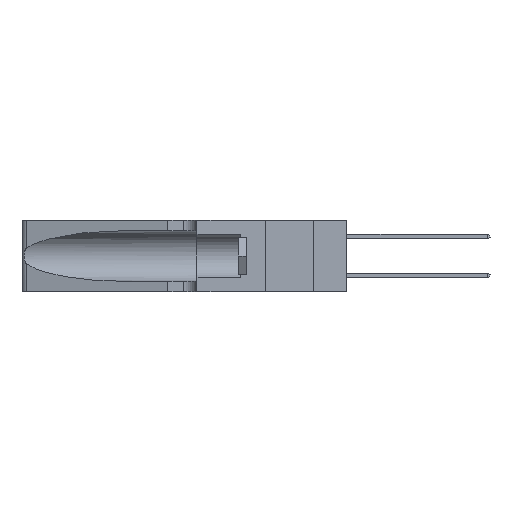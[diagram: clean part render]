
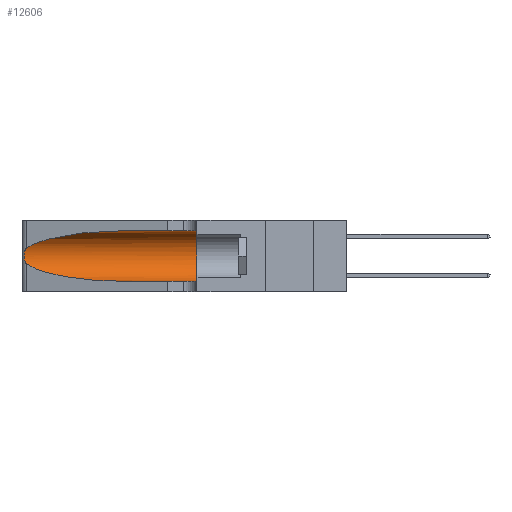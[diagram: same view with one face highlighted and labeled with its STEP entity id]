
A CAD part, left-side view. The second image highlights one B-rep face of the part: STEP entity #12606.
In plain terms, the highlighted cylindrical face has radius 3.308 mm (diameter 6.617 mm), a partial arc.
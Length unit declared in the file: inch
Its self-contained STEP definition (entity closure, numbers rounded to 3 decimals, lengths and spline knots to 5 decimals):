
#150 = CARTESIAN_POINT ( 'NONE',  ( 0.1305, 0.72297, 0.31525 ) ) ;
#408 = CARTESIAN_POINT ( 'NONE',  ( 0.25789, 1.23486, 0.15765 ) ) ;
#1145 = VERTEX_POINT ( 'NONE', #19988 ) ;
#1154 = CARTESIAN_POINT ( 'NONE',  ( 0.25487, 1.22718, 0.14631 ) ) ;
#1746 = LINE ( 'NONE', #5548, #11645 ) ;
#2410 = CARTESIAN_POINT ( 'NONE',  ( 0.25555, 1.22993, 0.14849 ) ) ;
#3598 = VERTEX_POINT ( 'NONE', #150 ) ;
#4252 = CARTESIAN_POINT ( 'NONE',  ( 0.25487, 1.22718, 0.14631 ) ) ;
#4337 = CARTESIAN_POINT ( 'NONE',  ( 0.25555, 1.22994, 0.2215 ) ) ;
#4794 = CARTESIAN_POINT ( 'NONE',  ( 0.1305, 0.35, 0.185 ) ) ;
#4861 = B_SPLINE_CURVE_WITH_KNOTS ( 'NONE', 3,
 ( #16092, #4337, #18040, #6329, #19996, #8295, #21936, #10293, #23868, #12246, #408, #14203, #2410, #16178 ),
 .UNSPECIFIED., .F., .F.,
 ( 4, 2, 2, 2, 2, 2, 4 ),
 ( 0., 0.00027, 0.00053, 0.00107, 0.0016, 0.00187, 0.00214 ),
 .UNSPECIFIED. ) ;
#4891 = VERTEX_POINT ( 'NONE', #6014 ) ;
#5412 = FACE_OUTER_BOUND ( 'NONE', #19841, .T. ) ;
#5548 = CARTESIAN_POINT ( 'NONE',  ( 0.1305, 1.61858, 0.05475 ) ) ;
#5668 = ORIENTED_EDGE ( 'NONE', *, *, #10823, .T. ) ;
#6014 = CARTESIAN_POINT ( 'NONE',  ( 0.25487, 1.22718, 0.22369 ) ) ;
#6244 = CARTESIAN_POINT ( 'NONE',  ( 0.2373, 1.15595, 0.08982 ) ) ;
#6329 = CARTESIAN_POINT ( 'NONE',  ( 0.25787, 1.23484, 0.2124 ) ) ;
#6587 = VERTEX_POINT ( 'NONE', #18049 ) ;
#6794 = DIRECTION ( 'NONE',  ( 0., 0., 1. ) ) ;
#7409 = CARTESIAN_POINT ( 'NONE',  ( 0.2373, 1.15595, 0.28018 ) ) ;
#8295 = CARTESIAN_POINT ( 'NONE',  ( 0.26018, 1.23835, 0.19895 ) ) ;
#8401 = VERTEX_POINT ( 'NONE', #19674 ) ;
#9457 =( BOUNDED_CURVE ( )  B_SPLINE_CURVE ( 3, ( #4252, #6244, #21858, #10204 ),
 .UNSPECIFIED., .F., .T. ) 
 B_SPLINE_CURVE_WITH_KNOTS ( ( 4, 4 ),
 ( 3.44316, 4.71239 ),
 .UNSPECIFIED. ) 
 CURVE ( )  GEOMETRIC_REPRESENTATION_ITEM ( )  RATIONAL_B_SPLINE_CURVE ( ( 1., 0.87, 0.87, 1. ) ) 
 REPRESENTATION_ITEM ( '' )  );
#9623 = VECTOR ( 'NONE', #17412, 39.37008 ) ;
#10047 = CYLINDRICAL_SURFACE ( 'NONE', #19096, 0.13025 ) ;
#10204 = CARTESIAN_POINT ( 'NONE',  ( 0.1305, 0.72297, 0.05475 ) ) ;
#10293 = CARTESIAN_POINT ( 'NONE',  ( 0.26075, 1.23896, 0.178 ) ) ;
#10823 = EDGE_CURVE ( 'NONE', #3598, #4891, #18507, .T. ) ;
#11381 = DIRECTION ( 'NONE',  ( 0., -1., 0. ) ) ;
#11445 = CIRCLE ( 'NONE', #11515, 0.13025 ) ;
#11467 = ORIENTED_EDGE ( 'NONE', *, *, #21665, .T. ) ;
#11515 = AXIS2_PLACEMENT_3D ( 'NONE', #4794, #18484, #6794 ) ;
#11645 = VECTOR ( 'NONE', #17361, 39.37008 ) ;
#12246 = CARTESIAN_POINT ( 'NONE',  ( 0.25856, 1.23593, 0.16098 ) ) ;
#12606 = ADVANCED_FACE ( 'NONE', ( #5412 ), #10047, .F. ) ;
#13589 = LINE ( 'NONE', #15477, #9623 ) ;
#14203 = CARTESIAN_POINT ( 'NONE',  ( 0.25639, 1.23186, 0.15144 ) ) ;
#15211 = CARTESIAN_POINT ( 'NONE',  ( 0.18966, 0.96281, 0.31525 ) ) ;
#15477 = CARTESIAN_POINT ( 'NONE',  ( 0.1305, 1.61858, 0.31525 ) ) ;
#16092 = CARTESIAN_POINT ( 'NONE',  ( 0.25487, 1.22718, 0.22369 ) ) ;
#16178 = CARTESIAN_POINT ( 'NONE',  ( 0.25487, 1.22718, 0.14631 ) ) ;
#16357 = EDGE_CURVE ( 'NONE', #16612, #8401, #9457, .T. ) ;
#16381 = EDGE_CURVE ( 'NONE', #4891, #16612, #4861, .T. ) ;
#16612 = VERTEX_POINT ( 'NONE', #1154 ) ;
#17264 = ORIENTED_EDGE ( 'NONE', *, *, #16357, .T. ) ;
#17361 = DIRECTION ( 'NONE',  ( 0., -1., 0. ) ) ;
#17412 = DIRECTION ( 'NONE',  ( 0., -1., 0. ) ) ;
#17511 = ORIENTED_EDGE ( 'NONE', *, *, #19325, .F. ) ;
#18040 = CARTESIAN_POINT ( 'NONE',  ( 0.25639, 1.23184, 0.21858 ) ) ;
#18049 = CARTESIAN_POINT ( 'NONE',  ( 0.1305, 0.35, 0.05475 ) ) ;
#18484 = DIRECTION ( 'NONE',  ( 0., 1., 0. ) ) ;
#18507 =( BOUNDED_CURVE ( )  B_SPLINE_CURVE ( 3, ( #24824, #15211, #7409, #21070 ),
 .UNSPECIFIED., .F., .T. ) 
 B_SPLINE_CURVE_WITH_KNOTS ( ( 4, 4 ),
 ( 1.5708, 2.84003 ),
 .UNSPECIFIED. ) 
 CURVE ( )  GEOMETRIC_REPRESENTATION_ITEM ( )  RATIONAL_B_SPLINE_CURVE ( ( 1., 0.87, 0.87, 1. ) ) 
 REPRESENTATION_ITEM ( '' )  );
#19096 = AXIS2_PLACEMENT_3D ( 'NONE', #23006, #11381, #24940 ) ;
#19325 = EDGE_CURVE ( 'NONE', #3598, #1145, #13589, .T. ) ;
#19674 = CARTESIAN_POINT ( 'NONE',  ( 0.1305, 0.72297, 0.05475 ) ) ;
#19692 = EDGE_CURVE ( 'NONE', #1145, #6587, #11445, .T. ) ;
#19841 = EDGE_LOOP ( 'NONE', ( #5668, #20211, #17264, #11467, #20087, #17511 ) ) ;
#19988 = CARTESIAN_POINT ( 'NONE',  ( 0.1305, 0.35, 0.31525 ) ) ;
#19996 = CARTESIAN_POINT ( 'NONE',  ( 0.25854, 1.2359, 0.20912 ) ) ;
#20087 = ORIENTED_EDGE ( 'NONE', *, *, #19692, .F. ) ;
#20211 = ORIENTED_EDGE ( 'NONE', *, *, #16381, .T. ) ;
#21070 = CARTESIAN_POINT ( 'NONE',  ( 0.25487, 1.22718, 0.22369 ) ) ;
#21665 = EDGE_CURVE ( 'NONE', #8401, #6587, #1746, .T. ) ;
#21858 = CARTESIAN_POINT ( 'NONE',  ( 0.18966, 0.96281, 0.05475 ) ) ;
#21936 = CARTESIAN_POINT ( 'NONE',  ( 0.26075, 1.23896, 0.19203 ) ) ;
#23006 = CARTESIAN_POINT ( 'NONE',  ( 0.1305, 1.61858, 0.185 ) ) ;
#23868 = CARTESIAN_POINT ( 'NONE',  ( 0.26017, 1.23833, 0.17102 ) ) ;
#24824 = CARTESIAN_POINT ( 'NONE',  ( 0.1305, 0.72297, 0.31525 ) ) ;
#24940 = DIRECTION ( 'NONE',  ( 0., 0., -1. ) ) ;
